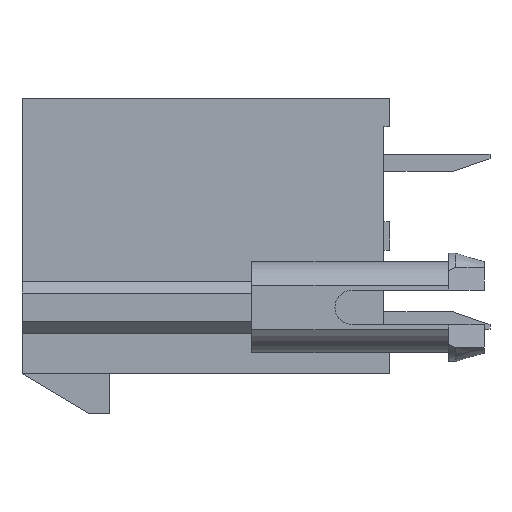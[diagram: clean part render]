
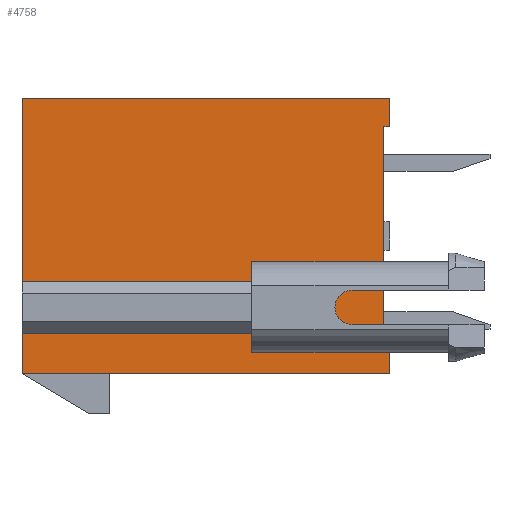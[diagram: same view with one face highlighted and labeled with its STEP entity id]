
A CAD part, left-side view. The second image highlights one B-rep face of the part: STEP entity #4758.
In plain terms, the highlighted planar face has unit normal (-1, 0, 0).
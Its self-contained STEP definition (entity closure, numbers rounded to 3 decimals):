
#1=DIRECTION('',(0.,0.,-1.));
#2=VECTOR('',#1,7.6);
#3=CARTESIAN_POINT('',(-11.1,0.2,3.8));
#4=LINE('',#3,#2);
#5=DIRECTION('',(0.,1.,0.));
#6=VECTOR('',#5,0.2);
#7=CARTESIAN_POINT('',(-11.1,0.,-3.8));
#8=LINE('',#7,#6);
#9=DIRECTION('',(0.,0.,-1.));
#10=VECTOR('',#9,1.);
#11=CARTESIAN_POINT('',(-11.1,0.,-3.8));
#12=LINE('',#11,#10);
#13=DIRECTION('',(0.,1.,0.));
#14=VECTOR('',#13,12.8);
#15=CARTESIAN_POINT('',(-11.1,0.,-4.8));
#16=LINE('',#15,#14);
#17=DIRECTION('',(0.,0.,1.));
#18=VECTOR('',#17,1.41);
#19=CARTESIAN_POINT('',(-11.1,12.8,-4.8));
#20=LINE('',#19,#18);
#21=DIRECTION('',(0.,1.,0.));
#22=VECTOR('',#21,8.);
#23=CARTESIAN_POINT('',(-11.1,4.8,-3.39));
#24=LINE('',#23,#22);
#25=DIRECTION('',(0.,0.,1.));
#26=VECTOR('',#25,0.235);
#27=CARTESIAN_POINT('',(-11.1,4.8,-3.625));
#28=LINE('',#27,#26);
#29=DIRECTION('',(0.,-1.,0.));
#30=VECTOR('',#29,2.1);
#31=CARTESIAN_POINT('',(-11.1,4.8,-3.625));
#32=LINE('',#31,#30);
#33=DIRECTION('',(0.,-1.,0.));
#34=VECTOR('',#33,2.1);
#35=CARTESIAN_POINT('',(-11.1,4.8,-1.355));
#36=LINE('',#35,#34);
#37=DIRECTION('',(0.,0.,1.));
#38=VECTOR('',#37,0.235);
#39=CARTESIAN_POINT('',(-11.1,4.8,-1.59));
#40=LINE('',#39,#38);
#41=DIRECTION('',(0.,1.,0.));
#42=VECTOR('',#41,8.);
#43=CARTESIAN_POINT('',(-11.1,4.8,-1.59));
#44=LINE('',#43,#42);
#45=DIRECTION('',(0.,0.,1.));
#46=VECTOR('',#45,6.39);
#47=CARTESIAN_POINT('',(-11.1,12.8,-1.59));
#48=LINE('',#47,#46);
#49=DIRECTION('',(0.,-1.,0.));
#50=VECTOR('',#49,12.8);
#51=CARTESIAN_POINT('',(-11.1,12.8,4.8));
#52=LINE('',#51,#50);
#53=DIRECTION('',(0.,0.,-1.));
#54=VECTOR('',#53,1.);
#55=CARTESIAN_POINT('',(-11.1,0.,4.8));
#56=LINE('',#55,#54);
#57=DIRECTION('',(0.,1.,0.));
#58=VECTOR('',#57,0.2);
#59=CARTESIAN_POINT('',(-11.1,0.,3.8));
#60=LINE('',#59,#58);
#3050=DIRECTION('',(0.,0.,1.));
#3051=VECTOR('',#3050,2.27);
#3052=CARTESIAN_POINT('',(-11.1,2.7,-3.625));
#3053=LINE('',#3052,#3051);
#3559=CARTESIAN_POINT('',(-11.1,0.,-4.8));
#3560=CARTESIAN_POINT('',(-11.1,12.8,-4.8));
#3561=VERTEX_POINT('',#3559);
#3562=VERTEX_POINT('',#3560);
#3563=CARTESIAN_POINT('',(-11.1,12.8,4.8));
#3564=CARTESIAN_POINT('',(-11.1,0.,4.8));
#3565=VERTEX_POINT('',#3563);
#3566=VERTEX_POINT('',#3564);
#3857=CARTESIAN_POINT('',(-11.1,4.8,-3.625));
#3858=CARTESIAN_POINT('',(-11.1,4.8,-3.39));
#3859=VERTEX_POINT('',#3857);
#3860=VERTEX_POINT('',#3858);
#3869=CARTESIAN_POINT('',(-11.1,4.8,-1.355));
#3871=VERTEX_POINT('',#3869);
#3875=CARTESIAN_POINT('',(-11.1,2.7,-1.355));
#3876=VERTEX_POINT('',#3875);
#3877=CARTESIAN_POINT('',(-11.1,2.7,-3.625));
#3878=VERTEX_POINT('',#3877);
#4067=CARTESIAN_POINT('',(-11.1,4.8,-1.59));
#4068=VERTEX_POINT('',#4067);
#4073=CARTESIAN_POINT('',(-11.1,12.8,-3.39));
#4074=VERTEX_POINT('',#4073);
#4075=CARTESIAN_POINT('',(-11.1,12.8,-1.59));
#4076=VERTEX_POINT('',#4075);
#4085=CARTESIAN_POINT('',(-11.1,0.,3.8));
#4086=VERTEX_POINT('',#4085);
#4087=CARTESIAN_POINT('',(-11.1,0.,-3.8));
#4088=VERTEX_POINT('',#4087);
#4097=CARTESIAN_POINT('',(-11.1,0.2,-3.8));
#4098=VERTEX_POINT('',#4097);
#4099=CARTESIAN_POINT('',(-11.1,0.2,3.8));
#4100=VERTEX_POINT('',#4099);
#4719=CARTESIAN_POINT('',(-11.1,0.,0.));
#4720=DIRECTION('',(1.,0.,0.));
#4721=DIRECTION('',(0.,0.,-1.));
#4722=AXIS2_PLACEMENT_3D('',#4719,#4720,#4721);
#4723=PLANE('',#4722);
#4725=ORIENTED_EDGE('',*,*,#4724,.T.);
#4727=ORIENTED_EDGE('',*,*,#4726,.F.);
#4729=ORIENTED_EDGE('',*,*,#4728,.T.);
#4731=ORIENTED_EDGE('',*,*,#4730,.T.);
#4733=ORIENTED_EDGE('',*,*,#4732,.T.);
#4735=ORIENTED_EDGE('',*,*,#4734,.F.);
#4737=ORIENTED_EDGE('',*,*,#4736,.F.);
#4739=ORIENTED_EDGE('',*,*,#4738,.T.);
#4741=ORIENTED_EDGE('',*,*,#4740,.T.);
#4743=ORIENTED_EDGE('',*,*,#4742,.F.);
#4745=ORIENTED_EDGE('',*,*,#4744,.F.);
#4747=ORIENTED_EDGE('',*,*,#4746,.T.);
#4749=ORIENTED_EDGE('',*,*,#4748,.T.);
#4751=ORIENTED_EDGE('',*,*,#4750,.T.);
#4753=ORIENTED_EDGE('',*,*,#4752,.T.);
#4755=ORIENTED_EDGE('',*,*,#4754,.T.);
#4756=EDGE_LOOP('',(#4725,#4727,#4729,#4731,#4733,#4735,#4737,#4739,#4741,#4743,
#4745,#4747,#4749,#4751,#4753,#4755));
#4757=FACE_OUTER_BOUND('',#4756,.F.);
#4758=ADVANCED_FACE('',(#4757),#4723,.F.);
#4724=EDGE_CURVE('',#4100,#4098,#4,.T.);
#4726=EDGE_CURVE('',#4088,#4098,#8,.T.);
#4728=EDGE_CURVE('',#4088,#3561,#12,.T.);
#4730=EDGE_CURVE('',#3561,#3562,#16,.T.);
#4732=EDGE_CURVE('',#3562,#4074,#20,.T.);
#4734=EDGE_CURVE('',#3860,#4074,#24,.T.);
#4736=EDGE_CURVE('',#3859,#3860,#28,.T.);
#4738=EDGE_CURVE('',#3859,#3878,#32,.T.);
#4740=EDGE_CURVE('',#3878,#3876,#3053,.T.);
#4742=EDGE_CURVE('',#3871,#3876,#36,.T.);
#4744=EDGE_CURVE('',#4068,#3871,#40,.T.);
#4746=EDGE_CURVE('',#4068,#4076,#44,.T.);
#4748=EDGE_CURVE('',#4076,#3565,#48,.T.);
#4750=EDGE_CURVE('',#3565,#3566,#52,.T.);
#4752=EDGE_CURVE('',#3566,#4086,#56,.T.);
#4754=EDGE_CURVE('',#4086,#4100,#60,.T.);
